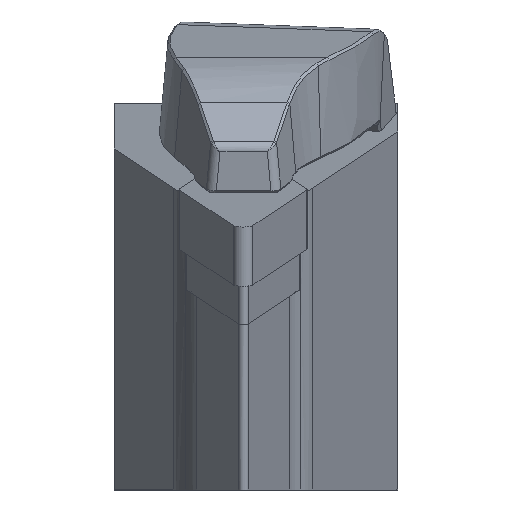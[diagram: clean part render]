
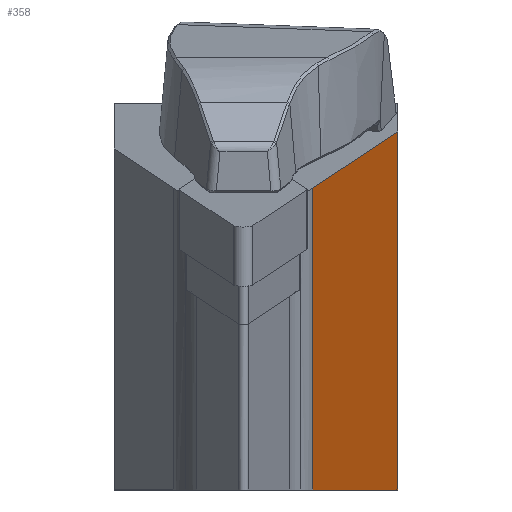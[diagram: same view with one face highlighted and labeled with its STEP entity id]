
A CAD part, left-side view. The second image highlights one B-rep face of the part: STEP entity #358.
In plain terms, the highlighted planar face has unit normal (-0.294, -0.954, -0.062).
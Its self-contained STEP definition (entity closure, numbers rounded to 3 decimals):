
#358=ADVANCED_FACE('',(#547),#479,.T.);
#479=PLANE('',#2314);
#547=FACE_OUTER_BOUND('',#673,.T.);
#673=EDGE_LOOP('',(#883,#884,#885,#886));
#883=ORIENTED_EDGE('',*,*,#1702,.F.);
#884=ORIENTED_EDGE('',*,*,#1649,.T.);
#885=ORIENTED_EDGE('',*,*,#1689,.T.);
#886=ORIENTED_EDGE('',*,*,#1706,.F.);
#1444=VERTEX_POINT('',#2956);
#1445=VERTEX_POINT('',#2958);
#1475=VERTEX_POINT('',#3049);
#1485=VERTEX_POINT('',#3076);
#1649=EDGE_CURVE('',#1445,#1444,#1965,.T.);
#1689=EDGE_CURVE('',#1444,#1475,#1991,.T.);
#1702=EDGE_CURVE('',#1445,#1485,#2004,.T.);
#1706=EDGE_CURVE('',#1485,#1475,#2008,.T.);
#1965=LINE('',#2957,#2128);
#1991=LINE('',#3050,#2154);
#2004=LINE('',#3075,#2167);
#2008=LINE('',#3083,#2171);
#2128=VECTOR('',#2472,1.);
#2154=VECTOR('',#2534,1.);
#2167=VECTOR('',#2553,1.);
#2171=VECTOR('',#2561,1.);
#2314=AXIS2_PLACEMENT_3D('',#3084,#2562,#2563);
#2472=DIRECTION('',(-0.933,0.301,-0.198));
#2534=DIRECTION('',(0.208,0.,-0.978));
#2553=DIRECTION('',(0.208,0.,-0.978));
#2561=DIRECTION('',(-0.956,0.295,0.));
#2562=DIRECTION('',(-0.294,-0.954,-0.063));
#2563=DIRECTION('',(0.956,-0.295,0.));
#2956=CARTESIAN_POINT('',(17.458,-15.398,3.404));
#2957=CARTESIAN_POINT('',(13.485,-14.117,2.56));
#2958=CARTESIAN_POINT('',(37.94,-22.,7.758));
#3049=CARTESIAN_POINT('',(22.432,-15.398,-20.));
#3050=CARTESIAN_POINT('',(24.048,-15.398,-27.603));
#3075=CARTESIAN_POINT('',(44.531,-22.,-23.25));
#3076=CARTESIAN_POINT('',(43.84,-22.,-20.));
#3083=CARTESIAN_POINT('',(23.908,-15.853,-20.));
#3084=CARTESIAN_POINT('',(24.048,-15.398,-27.603));
